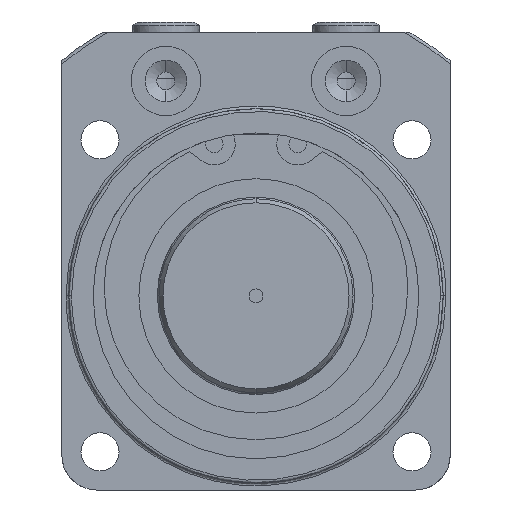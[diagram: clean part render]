
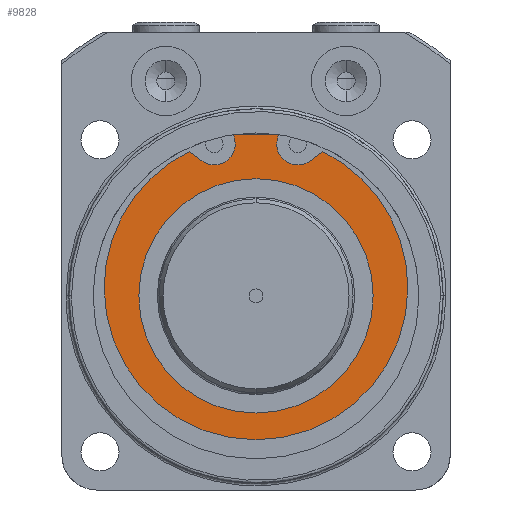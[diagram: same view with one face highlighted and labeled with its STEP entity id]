
A CAD part, front view. The second image highlights one B-rep face of the part: STEP entity #9828.
In plain terms, the highlighted planar face has unit normal (0, -1, 0).
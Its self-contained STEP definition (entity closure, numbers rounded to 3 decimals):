
#461 = VECTOR ( 'NONE', #7945, 1000. ) ;
#470 = LINE ( 'NONE', #7940, #461 ) ;
#484 = VECTOR ( 'NONE', #7944, 1000. ) ;
#496 = CIRCLE ( 'NONE', #8708, 23.5 ) ;
#534 = LINE ( 'NONE', #7949, #484 ) ;
#595 = CIRCLE ( 'NONE', #1613, 3. ) ;
#602 = VECTOR ( 'NONE', #8118, 1000. ) ;
#616 = LINE ( 'NONE', #8119, #602 ) ;
#621 = CIRCLE ( 'NONE', #1612, 21.9 ) ;
#635 = VECTOR ( 'NONE', #8130, 1000. ) ;
#673 = LINE ( 'NONE', #8128, #635 ) ;
#680 = CIRCLE ( 'NONE', #5135, 3. ) ;
#684 = CIRCLE ( 'NONE', #5133, 16.9 ) ;
#1340 = CIRCLE ( 'NONE', #2423, 16.9 ) ;
#1425 = FACE_BOUND ( 'NONE', #5298, .T. ) ;
#1452 = FACE_OUTER_BOUND ( 'NONE', #5275, .T. ) ;
#1536 = CIRCLE ( 'NONE', #2072, 21.9 ) ;
#1576 = CIRCLE ( 'NONE', #2070, 21.9 ) ;
#1612 = AXIS2_PLACEMENT_3D ( 'NONE', #8112, #8110, #8108 ) ;
#1613 = AXIS2_PLACEMENT_3D ( 'NONE', #8100, #8099, #8098 ) ;
#1712 = EDGE_CURVE ( 'NONE', #10479, #10485, #684, .T. ) ;
#1715 = EDGE_CURVE ( 'NONE', #10480, #12699, #680, .T. ) ;
#1716 = EDGE_CURVE ( 'NONE', #12741, #10482, #673, .T. ) ;
#1720 = EDGE_CURVE ( 'NONE', #10492, #12741, #621, .T. ) ;
#1721 = EDGE_CURVE ( 'NONE', #12674, #10489, #616, .T. ) ;
#1724 = EDGE_CURVE ( 'NONE', #12704, #12674, #595, .T. ) ;
#1742 = EDGE_CURVE ( 'NONE', #12699, #12722, #534, .T. ) ;
#1745 = EDGE_CURVE ( 'NONE', #12722, #12669, #496, .T. ) ;
#1746 = EDGE_CURVE ( 'NONE', #12669, #12704, #470, .T. ) ;
#2070 = AXIS2_PLACEMENT_3D ( 'NONE', #6974, #6976, #6972 ) ;
#2072 = AXIS2_PLACEMENT_3D ( 'NONE', #6944, #6945, #6946 ) ;
#2173 = AXIS2_PLACEMENT_3D ( 'NONE', #3243, #3201, #3197 ) ;
#2423 = AXIS2_PLACEMENT_3D ( 'NONE', #5597, #5596, #5595 ) ;
#2457 = AXIS2_PLACEMENT_3D ( 'NONE', #2977, #2978, #2979 ) ;
#2977 = CARTESIAN_POINT ( 'NONE',  ( 6., -89.6, 21.884 ) ) ;
#2978 = DIRECTION ( 'NONE',  ( 0., 1., 0. ) ) ;
#2979 = DIRECTION ( 'NONE',  ( -1., 0., 0. ) ) ;
#3197 = DIRECTION ( 'NONE',  ( 1., 0., 0. ) ) ;
#3201 = DIRECTION ( 'NONE',  ( 0., -1., 0. ) ) ;
#3212 = PLANE ( 'NONE',  #2173 ) ;
#3243 = CARTESIAN_POINT ( 'NONE',  ( -23.5, -89.6, 0. ) ) ;
#3383 = CARTESIAN_POINT ( 'NONE',  ( -3.247, -89.6, 23.275 ) ) ;
#3386 = CARTESIAN_POINT ( 'NONE',  ( -7.79, -89.6, 19.477 ) ) ;
#3398 = CARTESIAN_POINT ( 'NONE',  ( -3.081, -89.6, 22.578 ) ) ;
#3403 = CARTESIAN_POINT ( 'NONE',  ( 3.081, -89.6, 22.578 ) ) ;
#3418 = CARTESIAN_POINT ( 'NONE',  ( 3.247, -89.6, 23.275 ) ) ;
#3430 = CARTESIAN_POINT ( 'NONE',  ( 9.609, -89.6, 20.829 ) ) ;
#5011 = CIRCLE ( 'NONE', #2457, 3. ) ;
#5133 = AXIS2_PLACEMENT_3D ( 'NONE', #8139, #8138, #8137 ) ;
#5135 = AXIS2_PLACEMENT_3D ( 'NONE', #8127, #8126, #8125 ) ;
#5275 = EDGE_LOOP ( 'NONE', ( #10124, #10123, #10122, #10121, #10120, #10119, #10118, #10117, #10116, #10115, #10114 ) ) ;
#5298 = EDGE_LOOP ( 'NONE', ( #10113, #10112 ) ) ;
#5595 = DIRECTION ( 'NONE',  ( 1., 0., 0. ) ) ;
#5596 = DIRECTION ( 'NONE',  ( 0., 1., 0. ) ) ;
#5597 = CARTESIAN_POINT ( 'NONE',  ( 0., -89.6, 0. ) ) ;
#5881 = CARTESIAN_POINT ( 'NONE',  ( -21.9, -89.6, 1.15 ) ) ;
#5882 = CARTESIAN_POINT ( 'NONE',  ( 21.9, -89.6, 1.15 ) ) ;
#5887 = CARTESIAN_POINT ( 'NONE',  ( -16.9, -89.6, 0. ) ) ;
#5888 = CARTESIAN_POINT ( 'NONE',  ( -9.609, -89.6, 20.829 ) ) ;
#5890 = CARTESIAN_POINT ( 'NONE',  ( 3., -89.6, 21.884 ) ) ;
#5893 = CARTESIAN_POINT ( 'NONE',  ( 7.79, -89.6, 19.477 ) ) ;
#5895 = CARTESIAN_POINT ( 'NONE',  ( 16.9, -89.6, 0. ) ) ;
#6944 = CARTESIAN_POINT ( 'NONE',  ( 0., -89.6, 1.15 ) ) ;
#6945 = DIRECTION ( 'NONE',  ( 0., -1., 0. ) ) ;
#6946 = DIRECTION ( 'NONE',  ( -1., 0., 0. ) ) ;
#6972 = DIRECTION ( 'NONE',  ( -1., 0., 0. ) ) ;
#6974 = CARTESIAN_POINT ( 'NONE',  ( 0., -89.6, 1.15 ) ) ;
#6976 = DIRECTION ( 'NONE',  ( 0., -1., 0. ) ) ;
#7578 = EDGE_CURVE ( 'NONE', #10494, #10492, #1576, .T. ) ;
#7581 = EDGE_CURVE ( 'NONE', #10489, #10494, #1536, .T. ) ;
#7936 = DIRECTION ( 'NONE',  ( 1., 0., 0. ) ) ;
#7937 = DIRECTION ( 'NONE',  ( 0., -1., 0. ) ) ;
#7938 = CARTESIAN_POINT ( 'NONE',  ( 0., -89.6, 0. ) ) ;
#7940 = CARTESIAN_POINT ( 'NONE',  ( -3.081, -89.6, 22.578 ) ) ;
#7944 = DIRECTION ( 'NONE',  ( 0.231, 0., 0.973 ) ) ;
#7945 = DIRECTION ( 'NONE',  ( 0.231, 0., -0.973 ) ) ;
#7949 = CARTESIAN_POINT ( 'NONE',  ( 3.081, -89.6, 22.578 ) ) ;
#8098 = DIRECTION ( 'NONE',  ( -1., 0., 0. ) ) ;
#8099 = DIRECTION ( 'NONE',  ( 0., 1., 0. ) ) ;
#8100 = CARTESIAN_POINT ( 'NONE',  ( -6., -89.6, 21.884 ) ) ;
#8108 = DIRECTION ( 'NONE',  ( -1., 0., 0. ) ) ;
#8110 = DIRECTION ( 'NONE',  ( 0., -1., 0. ) ) ;
#8112 = CARTESIAN_POINT ( 'NONE',  ( 0., -89.6, 1.15 ) ) ;
#8118 = DIRECTION ( 'NONE',  ( -0.803, 0., 0.597 ) ) ;
#8119 = CARTESIAN_POINT ( 'NONE',  ( -7.79, -89.6, 19.477 ) ) ;
#8125 = DIRECTION ( 'NONE',  ( -1., 0., 0. ) ) ;
#8126 = DIRECTION ( 'NONE',  ( 0., 1., 0. ) ) ;
#8127 = CARTESIAN_POINT ( 'NONE',  ( 6., -89.6, 21.884 ) ) ;
#8128 = CARTESIAN_POINT ( 'NONE',  ( 9.609, -89.6, 20.829 ) ) ;
#8130 = DIRECTION ( 'NONE',  ( -0.803, 0., -0.597 ) ) ;
#8137 = DIRECTION ( 'NONE',  ( 1., 0., 0. ) ) ;
#8138 = DIRECTION ( 'NONE',  ( 0., 1., 0. ) ) ;
#8139 = CARTESIAN_POINT ( 'NONE',  ( 0., -89.6, 0. ) ) ;
#8708 = AXIS2_PLACEMENT_3D ( 'NONE', #7938, #7937, #7936 ) ;
#9828 = ADVANCED_FACE ( 'NONE', ( #1452, #1425 ), #3212, .T. ) ;
#10112 = ORIENTED_EDGE ( 'NONE', *, *, #12361, .T. ) ;
#10113 = ORIENTED_EDGE ( 'NONE', *, *, #1712, .T. ) ;
#10114 = ORIENTED_EDGE ( 'NONE', *, *, #1716, .T. ) ;
#10115 = ORIENTED_EDGE ( 'NONE', *, *, #1720, .T. ) ;
#10116 = ORIENTED_EDGE ( 'NONE', *, *, #7578, .T. ) ;
#10117 = ORIENTED_EDGE ( 'NONE', *, *, #7581, .T. ) ;
#10118 = ORIENTED_EDGE ( 'NONE', *, *, #1721, .T. ) ;
#10119 = ORIENTED_EDGE ( 'NONE', *, *, #1724, .T. ) ;
#10120 = ORIENTED_EDGE ( 'NONE', *, *, #1746, .T. ) ;
#10121 = ORIENTED_EDGE ( 'NONE', *, *, #1745, .T. ) ;
#10122 = ORIENTED_EDGE ( 'NONE', *, *, #1742, .T. ) ;
#10123 = ORIENTED_EDGE ( 'NONE', *, *, #1715, .T. ) ;
#10124 = ORIENTED_EDGE ( 'NONE', *, *, #12420, .T. ) ;
#10479 = VERTEX_POINT ( 'NONE', #5895 ) ;
#10480 = VERTEX_POINT ( 'NONE', #5890 ) ;
#10482 = VERTEX_POINT ( 'NONE', #5893 ) ;
#10485 = VERTEX_POINT ( 'NONE', #5887 ) ;
#10489 = VERTEX_POINT ( 'NONE', #5888 ) ;
#10492 = VERTEX_POINT ( 'NONE', #5882 ) ;
#10494 = VERTEX_POINT ( 'NONE', #5881 ) ;
#12361 = EDGE_CURVE ( 'NONE', #10485, #10479, #1340, .T. ) ;
#12420 = EDGE_CURVE ( 'NONE', #10482, #10480, #5011, .T. ) ;
#12669 = VERTEX_POINT ( 'NONE', #3383 ) ;
#12674 = VERTEX_POINT ( 'NONE', #3386 ) ;
#12699 = VERTEX_POINT ( 'NONE', #3403 ) ;
#12704 = VERTEX_POINT ( 'NONE', #3398 ) ;
#12722 = VERTEX_POINT ( 'NONE', #3418 ) ;
#12741 = VERTEX_POINT ( 'NONE', #3430 ) ;
